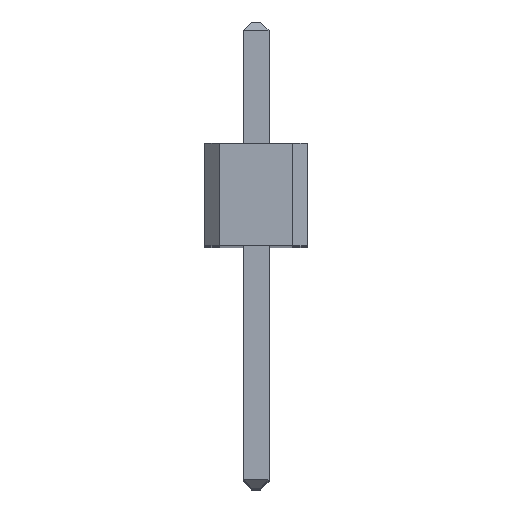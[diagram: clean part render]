
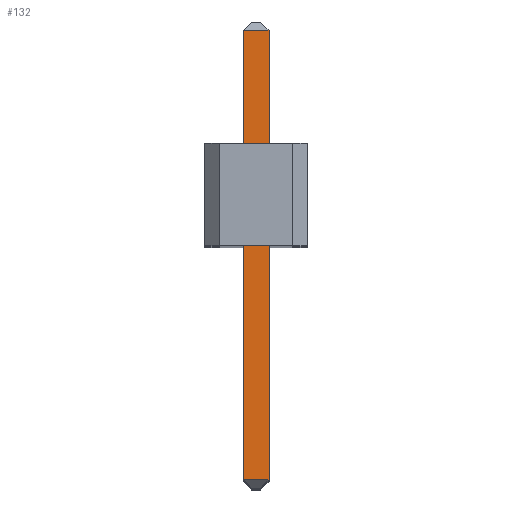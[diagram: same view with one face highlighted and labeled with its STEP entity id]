
A CAD part, top view. The second image highlights one B-rep face of the part: STEP entity #132.
In plain terms, the highlighted planar face has unit normal (0, 0, 1).
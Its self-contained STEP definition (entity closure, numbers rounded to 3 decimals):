
#132 = ADVANCED_FACE ( 'NONE', ( #2865 ), #4115, .F. ) ;
#303 = ORIENTED_EDGE ( 'NONE', *, *, #2744, .T. ) ;
#372 = DIRECTION ( 'NONE',  ( 0., -1., 0. ) ) ;
#468 = ORIENTED_EDGE ( 'NONE', *, *, #2540, .T. ) ;
#544 = EDGE_LOOP ( 'NONE', ( #967, #468, #1789, #303 ) ) ;
#576 = VECTOR ( 'NONE', #3633, 1000. ) ;
#587 = DIRECTION ( 'NONE',  ( 0., 0., -1. ) ) ;
#919 = CARTESIAN_POINT ( 'NONE',  ( 0., 11.54, 0.636 ) ) ;
#939 = LINE ( 'NONE', #3054, #4274 ) ;
#955 = CARTESIAN_POINT ( 'NONE',  ( 0.636, 0.2, 0.636 ) ) ;
#967 = ORIENTED_EDGE ( 'NONE', *, *, #4824, .F. ) ;
#1050 = CARTESIAN_POINT ( 'NONE',  ( 0.636, 11.54, 0.636 ) ) ;
#1593 = VECTOR ( 'NONE', #372, 1000. ) ;
#1624 = LINE ( 'NONE', #919, #576 ) ;
#1773 = LINE ( 'NONE', #1050, #1593 ) ;
#1789 = ORIENTED_EDGE ( 'NONE', *, *, #2390, .T. ) ;
#1803 = AXIS2_PLACEMENT_3D ( 'NONE', #4521, #587, #4951 ) ;
#2159 = CARTESIAN_POINT ( 'NONE',  ( 0., 0.2, 0.636 ) ) ;
#2357 = VECTOR ( 'NONE', #2592, 1000. ) ;
#2390 = EDGE_CURVE ( 'NONE', #3189, #4629, #1624, .T. ) ;
#2540 = EDGE_CURVE ( 'NONE', #3938, #3189, #2853, .T. ) ;
#2554 = CARTESIAN_POINT ( 'NONE',  ( 0.636, 11.34, 0.636 ) ) ;
#2564 = CARTESIAN_POINT ( 'NONE',  ( 0., 11.34, 0.636 ) ) ;
#2592 = DIRECTION ( 'NONE',  ( -1., 0., 0. ) ) ;
#2718 = DIRECTION ( 'NONE',  ( 1., 0., 0. ) ) ;
#2744 = EDGE_CURVE ( 'NONE', #4629, #3917, #939, .T. ) ;
#2853 = LINE ( 'NONE', #3336, #2357 ) ;
#2865 = FACE_OUTER_BOUND ( 'NONE', #544, .T. ) ;
#3054 = CARTESIAN_POINT ( 'NONE',  ( 0., 0.2, 0.636 ) ) ;
#3189 = VERTEX_POINT ( 'NONE', #2564 ) ;
#3336 = CARTESIAN_POINT ( 'NONE',  ( 0., 11.34, 0.636 ) ) ;
#3633 = DIRECTION ( 'NONE',  ( 0., -1., 0. ) ) ;
#3917 = VERTEX_POINT ( 'NONE', #955 ) ;
#3938 = VERTEX_POINT ( 'NONE', #2554 ) ;
#4115 = PLANE ( 'NONE',  #1803 ) ;
#4274 = VECTOR ( 'NONE', #2718, 1000. ) ;
#4521 = CARTESIAN_POINT ( 'NONE',  ( 0., 11.54, 0.636 ) ) ;
#4629 = VERTEX_POINT ( 'NONE', #2159 ) ;
#4824 = EDGE_CURVE ( 'NONE', #3938, #3917, #1773, .T. ) ;
#4951 = DIRECTION ( 'NONE',  ( -1., 0., 0. ) ) ;
